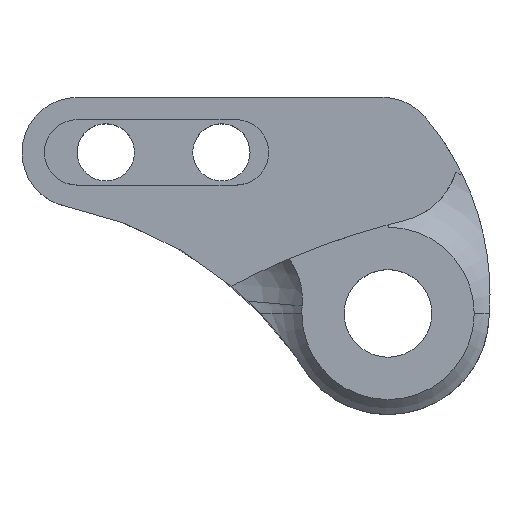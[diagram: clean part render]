
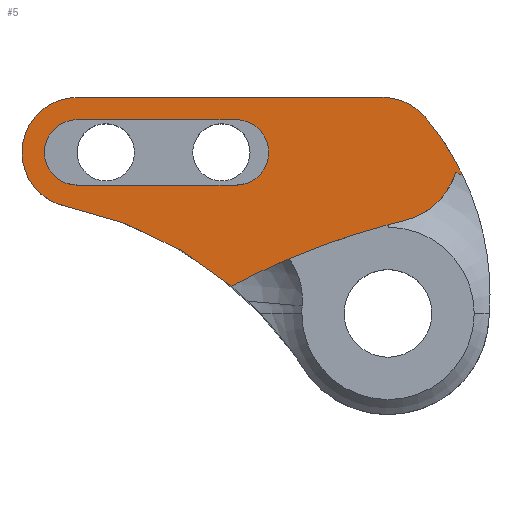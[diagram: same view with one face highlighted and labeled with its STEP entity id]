
A CAD part, top view. The second image highlights one B-rep face of the part: STEP entity #5.
In plain terms, the highlighted planar face has unit normal (0, 0, 1).
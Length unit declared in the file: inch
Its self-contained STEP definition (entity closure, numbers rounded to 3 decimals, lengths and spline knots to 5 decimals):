
#1 = CARTESIAN_POINT ( 'NONE',  ( -1.99396, 0.88054, 0.274 ) ) ;
#5 = ADVANCED_FACE ( 'NONE', ( #503, #711 ), #408, .T. ) ;
#26 = DIRECTION ( 'NONE',  ( 1., 0., 0. ) ) ;
#32 = AXIS2_PLACEMENT_3D ( 'NONE', #398, #309, #110 ) ;
#33 = CIRCLE ( 'NONE', #407, 0.385 ) ;
#61 = EDGE_CURVE ( 'NONE', #253, #998, #748, .T. ) ;
#68 = CARTESIAN_POINT ( 'NONE',  ( -2.1456, -1.37801, 0.274 ) ) ;
#76 = DIRECTION ( 'NONE',  ( 1., 0., 0. ) ) ;
#92 = VERTEX_POINT ( 'NONE', #636 ) ;
#94 = CARTESIAN_POINT ( 'NONE',  ( 0., 0.87992, 0.274 ) ) ;
#95 = CIRCLE ( 'NONE', #730, 0.178 ) ;
#96 = ORIENTED_EDGE ( 'NONE', *, *, #772, .T. ) ;
#99 = EDGE_CURVE ( 'NONE', #931, #1259, #528, .T. ) ;
#107 = EDGE_LOOP ( 'NONE', ( #886, #415, #1144, #96, #285, #550, #649, #796, #391, #167 ) ) ;
#110 = DIRECTION ( 'NONE',  ( 1., 0., 0. ) ) ;
#138 = LINE ( 'NONE', #547, #809 ) ;
#147 = DIRECTION ( 'NONE',  ( 1., 0., 0. ) ) ;
#152 = CARTESIAN_POINT ( 'NONE',  ( -0.94441, 0.1029, 0.274 ) ) ;
#155 = EDGE_CURVE ( 'NONE', #912, #1189, #551, .T. ) ;
#167 = ORIENTED_EDGE ( 'NONE', *, *, #155, .T. ) ;
#198 = LINE ( 'NONE', #682, #960 ) ;
#211 = VERTEX_POINT ( 'NONE', #342 ) ;
#214 = EDGE_CURVE ( 'NONE', #253, #912, #1020, .T. ) ;
#234 = CARTESIAN_POINT ( 'NONE',  ( -0.02759, 1.17713, 0.274 ) ) ;
#238 = AXIS2_PLACEMENT_3D ( 'NONE', #267, #1041, #559 ) ;
#253 = VERTEX_POINT ( 'NONE', #660 ) ;
#267 = CARTESIAN_POINT ( 'NONE',  ( -1.69359, 0.87713, 0.274 ) ) ;
#269 = CARTESIAN_POINT ( 'NONE',  ( -0.85262, 0.14784, 0.274 ) ) ;
#273 = DIRECTION ( 'NONE',  ( 1., 0., 0. ) ) ;
#285 = ORIENTED_EDGE ( 'NONE', *, *, #416, .F. ) ;
#296 = EDGE_CURVE ( 'NONE', #382, #380, #95, .T. ) ;
#309 = DIRECTION ( 'NONE',  ( 0., 0., 1. ) ) ;
#325 = CIRCLE ( 'NONE', #811, 0.178 ) ;
#342 = CARTESIAN_POINT ( 'NONE',  ( -0.82759, 1.05513, 0.274 ) ) ;
#347 = CIRCLE ( 'NONE', #959, 0.3 ) ;
#352 = ORIENTED_EDGE ( 'NONE', *, *, #481, .T. ) ;
#354 = DIRECTION ( 'NONE',  ( 1., 0., 0. ) ) ;
#355 = EDGE_CURVE ( 'NONE', #1189, #683, #33, .T. ) ;
#357 = DIRECTION ( 'NONE',  ( 0., 0., -1. ) ) ;
#364 = LINE ( 'NONE', #638, #872 ) ;
#380 = VERTEX_POINT ( 'NONE', #773 ) ;
#381 = CARTESIAN_POINT ( 'NONE',  ( -0.82759, 0.87713, 0.274 ) ) ;
#382 = VERTEX_POINT ( 'NONE', #396 ) ;
#391 = ORIENTED_EDGE ( 'NONE', *, *, #214, .T. ) ;
#396 = CARTESIAN_POINT ( 'NONE',  ( -0.64959, 0.87713, 0.274 ) ) ;
#398 = CARTESIAN_POINT ( 'NONE',  ( 0., 0., 0.274 ) ) ;
#407 = AXIS2_PLACEMENT_3D ( 'NONE', #94, #856, #273 ) ;
#408 = PLANE ( 'NONE',  #32 ) ;
#412 = VERTEX_POINT ( 'NONE', #1230 ) ;
#415 = ORIENTED_EDGE ( 'NONE', *, *, #989, .F. ) ;
#416 = EDGE_CURVE ( 'NONE', #867, #1198, #138, .T. ) ;
#450 = CARTESIAN_POINT ( 'NONE',  ( 1.02492, -3.37848, 0.274 ) ) ;
#476 = DIRECTION ( 'NONE',  ( 1., 0., 0. ) ) ;
#481 = EDGE_CURVE ( 'NONE', #412, #714, #1262, .T. ) ;
#483 = AXIS2_PLACEMENT_3D ( 'NONE', #450, #1107, #1009 ) ;
#485 = ORIENTED_EDGE ( 'NONE', *, *, #827, .T. ) ;
#500 = DIRECTION ( 'NONE',  ( 0., 0., -1. ) ) ;
#503 = FACE_OUTER_BOUND ( 'NONE', #107, .T. ) ;
#519 = CARTESIAN_POINT ( 'NONE',  ( -1.69359, 1.05513, 0.274 ) ) ;
#528 = CIRCLE ( 'NONE', #1121, 1.5 ) ;
#529 = DIRECTION ( 'NONE',  ( 0., 0., -1. ) ) ;
#531 = AXIS2_PLACEMENT_3D ( 'NONE', #634, #500, #26 ) ;
#545 = EDGE_CURVE ( 'NONE', #867, #92, #789, .T. ) ;
#547 = CARTESIAN_POINT ( 'NONE',  ( 0., 1.17713, 0.274 ) ) ;
#550 = ORIENTED_EDGE ( 'NONE', *, *, #545, .T. ) ;
#551 = CIRCLE ( 'NONE', #483, 3.995 ) ;
#559 = DIRECTION ( 'NONE',  ( 1., 0., 0. ) ) ;
#562 = CARTESIAN_POINT ( 'NONE',  ( -1.69359, 1.17713, 0.274 ) ) ;
#613 = ORIENTED_EDGE ( 'NONE', *, *, #1109, .T. ) ;
#631 = DIRECTION ( 'NONE',  ( 0., 0., 1. ) ) ;
#634 = CARTESIAN_POINT ( 'NONE',  ( -1.69359, 0.87713, 0.274 ) ) ;
#636 = CARTESIAN_POINT ( 'NONE',  ( -1.99359, 0.87713, 0.274 ) ) ;
#638 = CARTESIAN_POINT ( 'NONE',  ( 0., 0.69913, 0.274 ) ) ;
#644 = DIRECTION ( 'NONE',  ( 0., 0., -1. ) ) ;
#649 = ORIENTED_EDGE ( 'NONE', *, *, #997, .T. ) ;
#660 = CARTESIAN_POINT ( 'NONE',  ( -1.75297, 0.58307, 0.274 ) ) ;
#682 = CARTESIAN_POINT ( 'NONE',  ( 0., 1.05513, 0.274 ) ) ;
#683 = VERTEX_POINT ( 'NONE', #911 ) ;
#692 = VECTOR ( 'NONE', #781, 39.37008 ) ;
#693 = ORIENTED_EDGE ( 'NONE', *, *, #837, .T. ) ;
#704 = ORIENTED_EDGE ( 'NONE', *, *, #296, .T. ) ;
#711 = FACE_BOUND ( 'NONE', #865, .T. ) ;
#714 = VERTEX_POINT ( 'NONE', #519 ) ;
#730 = AXIS2_PLACEMENT_3D ( 'NONE', #381, #866, #76 ) ;
#738 = CARTESIAN_POINT ( 'NONE',  ( -0.82759, 0.87713, 0.274 ) ) ;
#743 = CARTESIAN_POINT ( 'NONE',  ( -0.02759, 0.87713, 0.274 ) ) ;
#748 = CIRCLE ( 'NONE', #788, 0.29987 ) ;
#752 = AXIS2_PLACEMENT_3D ( 'NONE', #1172, #958, #476 ) ;
#772 = EDGE_CURVE ( 'NONE', #1259, #1198, #347, .T. ) ;
#773 = CARTESIAN_POINT ( 'NONE',  ( -0.82759, 0.69913, 0.274 ) ) ;
#775 = CARTESIAN_POINT ( 'NONE',  ( -1.87616, -0.20382, 0.274 ) ) ;
#776 = CARTESIAN_POINT ( 'NONE',  ( 0.20162, 1.07069, 0.274 ) ) ;
#781 = DIRECTION ( 'NONE',  ( -0.108, 0.994, 0. ) ) ;
#788 = AXIS2_PLACEMENT_3D ( 'NONE', #823, #529, #830 ) ;
#789 = CIRCLE ( 'NONE', #238, 0.3 ) ;
#796 = ORIENTED_EDGE ( 'NONE', *, *, #61, .F. ) ;
#809 = VECTOR ( 'NONE', #354, 39.37008 ) ;
#811 = AXIS2_PLACEMENT_3D ( 'NONE', #738, #644, #1038 ) ;
#823 = CARTESIAN_POINT ( 'NONE',  ( -1.69411, 0.87711, 0.274 ) ) ;
#827 = EDGE_CURVE ( 'NONE', #380, #412, #364, .T. ) ;
#830 = DIRECTION ( 'NONE',  ( 1., 0., 0. ) ) ;
#837 = EDGE_CURVE ( 'NONE', #211, #382, #325, .T. ) ;
#838 = DIRECTION ( 'NONE',  ( 0., 0., 1. ) ) ;
#856 = DIRECTION ( 'NONE',  ( 0., 0., 1. ) ) ;
#865 = EDGE_LOOP ( 'NONE', ( #485, #352, #613, #693, #704 ) ) ;
#866 = DIRECTION ( 'NONE',  ( 0., 0., -1. ) ) ;
#867 = VERTEX_POINT ( 'NONE', #562 ) ;
#872 = VECTOR ( 'NONE', #1033, 39.37008 ) ;
#885 = CARTESIAN_POINT ( 'NONE',  ( 0.09009, 0.50561, 0.274 ) ) ;
#886 = ORIENTED_EDGE ( 'NONE', *, *, #355, .T. ) ;
#889 = DIRECTION ( 'NONE',  ( 1., 0., 0. ) ) ;
#911 = CARTESIAN_POINT ( 'NONE',  ( 0.36862, 0.76883, 0.274 ) ) ;
#912 = VERTEX_POINT ( 'NONE', #269 ) ;
#930 = DIRECTION ( 'NONE',  ( 1., 0., 0. ) ) ;
#931 = VERTEX_POINT ( 'NONE', #1072 ) ;
#958 = DIRECTION ( 'NONE',  ( 0., 0., 1. ) ) ;
#959 = AXIS2_PLACEMENT_3D ( 'NONE', #743, #631, #1026 ) ;
#960 = VECTOR ( 'NONE', #889, 39.37008 ) ;
#989 = EDGE_CURVE ( 'NONE', #931, #683, #1003, .T. ) ;
#997 = EDGE_CURVE ( 'NONE', #92, #998, #1253, .T. ) ;
#998 = VERTEX_POINT ( 'NONE', #1 ) ;
#1003 = CIRCLE ( 'NONE', #752, 0.85263 ) ;
#1009 = DIRECTION ( 'NONE',  ( 1., 0., 0. ) ) ;
#1020 = CIRCLE ( 'NONE', #1042, 2. ) ;
#1026 = DIRECTION ( 'NONE',  ( 1., 0., 0. ) ) ;
#1033 = DIRECTION ( 'NONE',  ( -1., 0., 0. ) ) ;
#1038 = DIRECTION ( 'NONE',  ( 1., 0., 0. ) ) ;
#1041 = DIRECTION ( 'NONE',  ( 0., 0., 1. ) ) ;
#1042 = AXIS2_PLACEMENT_3D ( 'NONE', #68, #357, #930 ) ;
#1072 = CARTESIAN_POINT ( 'NONE',  ( 0.40998, 0.74759, 0.274 ) ) ;
#1107 = DIRECTION ( 'NONE',  ( 0., 0., -1. ) ) ;
#1109 = EDGE_CURVE ( 'NONE', #714, #211, #198, .T. ) ;
#1121 = AXIS2_PLACEMENT_3D ( 'NONE', #152, #838, #147 ) ;
#1144 = ORIENTED_EDGE ( 'NONE', *, *, #99, .T. ) ;
#1172 = CARTESIAN_POINT ( 'NONE',  ( 0., 0., 0.274 ) ) ;
#1189 = VERTEX_POINT ( 'NONE', #885 ) ;
#1198 = VERTEX_POINT ( 'NONE', #234 ) ;
#1230 = CARTESIAN_POINT ( 'NONE',  ( -1.69359, 0.69913, 0.274 ) ) ;
#1253 = LINE ( 'NONE', #775, #692 ) ;
#1259 = VERTEX_POINT ( 'NONE', #776 ) ;
#1262 = CIRCLE ( 'NONE', #531, 0.178 ) ;
